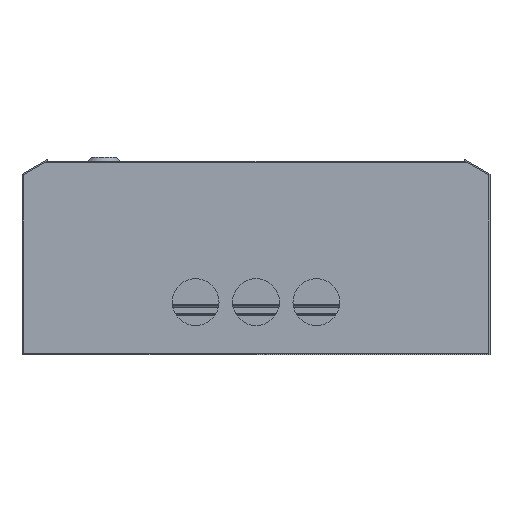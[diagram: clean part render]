
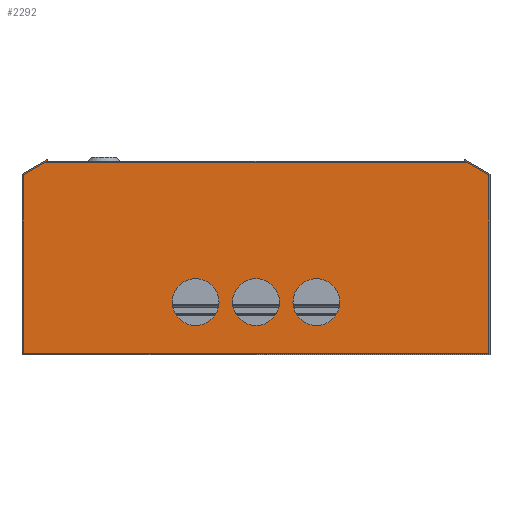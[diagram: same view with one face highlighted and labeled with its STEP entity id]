
A CAD part, front view. The second image highlights one B-rep face of the part: STEP entity #2292.
In plain terms, the highlighted planar face has unit normal (0, -1, 0).
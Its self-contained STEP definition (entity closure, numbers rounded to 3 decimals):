
#63 = ORIENTED_EDGE ( 'NONE', *, *, #3754, .T. ) ;
#173 = CARTESIAN_POINT ( 'NONE',  ( 0., -292.5, -93.2 ) ) ;
#412 = AXIS2_PLACEMENT_3D ( 'NONE', #14899, #20272, #22227 ) ;
#479 = CARTESIAN_POINT ( 'NONE',  ( 40., -292.5, -77.7 ) ) ;
#965 = CARTESIAN_POINT ( 'NONE',  ( 155., -292.5, -8.429 ) ) ;
#970 = LINE ( 'NONE', #5049, #17028 ) ;
#1032 = EDGE_LOOP ( 'NONE', ( #5498, #12504 ) ) ;
#1143 = CARTESIAN_POINT ( 'NONE',  ( 138.1, -292.5, 0. ) ) ;
#1327 = AXIS2_PLACEMENT_3D ( 'NONE', #16555, #16637, #9075 ) ;
#1392 = DIRECTION ( 'NONE',  ( 0.866, 0., 0.5 ) ) ;
#1762 = CARTESIAN_POINT ( 'NONE',  ( 0., -292.5, -93.2 ) ) ;
#1985 = VECTOR ( 'NONE', #23458, 1000. ) ;
#2292 = ADVANCED_FACE ( 'NONE', ( #8292, #15851, #10890, #22559 ), #22122, .F. ) ;
#2294 = EDGE_CURVE ( 'NONE', #16970, #22964, #5362, .T. ) ;
#2608 = LINE ( 'NONE', #3339, #21000 ) ;
#2846 = VERTEX_POINT ( 'NONE', #19945 ) ;
#3103 = EDGE_CURVE ( 'NONE', #8681, #15635, #13177, .T. ) ;
#3339 = CARTESIAN_POINT ( 'NONE',  ( -138.1, -292.5, 1.328 ) ) ;
#3365 = CARTESIAN_POINT ( 'NONE',  ( 40., -292.5, -108.7 ) ) ;
#3388 = LINE ( 'NONE', #20128, #23207 ) ;
#3607 = CARTESIAN_POINT ( 'NONE',  ( 0., -292.5, 0. ) ) ;
#3754 = EDGE_CURVE ( 'NONE', #22964, #16970, #19571, .T. ) ;
#3846 = DIRECTION ( 'NONE',  ( 0., 0., 1. ) ) ;
#4269 = AXIS2_PLACEMENT_3D ( 'NONE', #3607, #9342, #7227 ) ;
#4325 = ORIENTED_EDGE ( 'NONE', *, *, #17030, .T. ) ;
#4379 = ORIENTED_EDGE ( 'NONE', *, *, #3103, .F. ) ;
#4862 = CARTESIAN_POINT ( 'NONE',  ( -40., -292.5, -93.2 ) ) ;
#5049 = CARTESIAN_POINT ( 'NONE',  ( -155., -292.5, -8.429 ) ) ;
#5161 = EDGE_CURVE ( 'NONE', #13586, #19142, #16275, .T. ) ;
#5345 = CARTESIAN_POINT ( 'NONE',  ( -40., -292.5, -108.7 ) ) ;
#5362 = CIRCLE ( 'NONE', #6783, 15.5 ) ;
#5383 = DIRECTION ( 'NONE',  ( 0., 0., -1. ) ) ;
#5498 = ORIENTED_EDGE ( 'NONE', *, *, #21363, .T. ) ;
#5713 = ORIENTED_EDGE ( 'NONE', *, *, #13669, .F. ) ;
#6172 = CARTESIAN_POINT ( 'NONE',  ( 155., -292.5, -128.2 ) ) ;
#6481 = CARTESIAN_POINT ( 'NONE',  ( 0., -292.5, -108.7 ) ) ;
#6716 = EDGE_CURVE ( 'NONE', #11027, #7444, #12185, .T. ) ;
#6783 = AXIS2_PLACEMENT_3D ( 'NONE', #1762, #22435, #3846 ) ;
#6824 = DIRECTION ( 'NONE',  ( 0., 1., 0. ) ) ;
#6896 = VECTOR ( 'NONE', #12323, 1000. ) ;
#6918 = VECTOR ( 'NONE', #20390, 1000. ) ;
#7190 = VERTEX_POINT ( 'NONE', #8546 ) ;
#7227 = DIRECTION ( 'NONE',  ( 0., 0., 1. ) ) ;
#7444 = VERTEX_POINT ( 'NONE', #11136 ) ;
#7583 = VERTEX_POINT ( 'NONE', #18786 ) ;
#8227 = CIRCLE ( 'NONE', #9367, 15.5 ) ;
#8292 = FACE_BOUND ( 'NONE', #1032, .T. ) ;
#8546 = CARTESIAN_POINT ( 'NONE',  ( -155., -292.5, -8.429 ) ) ;
#8681 = VERTEX_POINT ( 'NONE', #1143 ) ;
#9037 = AXIS2_PLACEMENT_3D ( 'NONE', #12367, #6824, #23583 ) ;
#9075 = DIRECTION ( 'NONE',  ( 0., 0., 1. ) ) ;
#9111 = VECTOR ( 'NONE', #16943, 1000. ) ;
#9342 = DIRECTION ( 'NONE',  ( 0., 1., 0. ) ) ;
#9367 = AXIS2_PLACEMENT_3D ( 'NONE', #4862, #16098, #12306 ) ;
#9432 = VERTEX_POINT ( 'NONE', #965 ) ;
#9844 = LINE ( 'NONE', #14193, #1985 ) ;
#9982 = ORIENTED_EDGE ( 'NONE', *, *, #6716, .T. ) ;
#10671 = CARTESIAN_POINT ( 'NONE',  ( 138.1, -292.5, 1.328 ) ) ;
#10890 = FACE_BOUND ( 'NONE', #15151, .T. ) ;
#11027 = VERTEX_POINT ( 'NONE', #5345 ) ;
#11136 = CARTESIAN_POINT ( 'NONE',  ( -40., -292.5, -77.7 ) ) ;
#11545 = CARTESIAN_POINT ( 'NONE',  ( 138.1, -292.5, 1.328 ) ) ;
#11645 = VERTEX_POINT ( 'NONE', #20485 ) ;
#12185 = CIRCLE ( 'NONE', #412, 15.5 ) ;
#12306 = DIRECTION ( 'NONE',  ( 0., 0., 1. ) ) ;
#12323 = DIRECTION ( 'NONE',  ( 0., 0., -1. ) ) ;
#12367 = CARTESIAN_POINT ( 'NONE',  ( 40., -292.5, -93.2 ) ) ;
#12504 = ORIENTED_EDGE ( 'NONE', *, *, #5161, .T. ) ;
#12515 = AXIS2_PLACEMENT_3D ( 'NONE', #173, #15189, #13316 ) ;
#12552 = EDGE_CURVE ( 'NONE', #2846, #7583, #9844, .T. ) ;
#13177 = LINE ( 'NONE', #11545, #9111 ) ;
#13316 = DIRECTION ( 'NONE',  ( 0., 0., 1. ) ) ;
#13586 = VERTEX_POINT ( 'NONE', #3365 ) ;
#13669 = EDGE_CURVE ( 'NONE', #15635, #9432, #13883, .T. ) ;
#13830 = CARTESIAN_POINT ( 'NONE',  ( 0., -292.5, -77.7 ) ) ;
#13883 = LINE ( 'NONE', #18364, #22319 ) ;
#14193 = CARTESIAN_POINT ( 'NONE',  ( -155., -292.5, -128.2 ) ) ;
#14218 = EDGE_CURVE ( 'NONE', #18695, #8681, #20591, .T. ) ;
#14546 = EDGE_CURVE ( 'NONE', #9432, #2846, #16793, .T. ) ;
#14899 = CARTESIAN_POINT ( 'NONE',  ( -40., -292.5, -93.2 ) ) ;
#15151 = EDGE_LOOP ( 'NONE', ( #4325, #9982 ) ) ;
#15189 = DIRECTION ( 'NONE',  ( 0., 1., 0. ) ) ;
#15635 = VERTEX_POINT ( 'NONE', #10671 ) ;
#15681 = EDGE_CURVE ( 'NONE', #7190, #11645, #970, .T. ) ;
#15784 = EDGE_LOOP ( 'NONE', ( #16926, #17432, #18496, #5713, #4379, #17204, #18468, #23577 ) ) ;
#15851 = FACE_BOUND ( 'NONE', #20481, .T. ) ;
#15942 = CIRCLE ( 'NONE', #9037, 15.5 ) ;
#16098 = DIRECTION ( 'NONE',  ( 0., 1., 0. ) ) ;
#16275 = CIRCLE ( 'NONE', #1327, 15.5 ) ;
#16555 = CARTESIAN_POINT ( 'NONE',  ( 40., -292.5, -93.2 ) ) ;
#16637 = DIRECTION ( 'NONE',  ( 0., 1., 0. ) ) ;
#16793 = LINE ( 'NONE', #6172, #6896 ) ;
#16926 = ORIENTED_EDGE ( 'NONE', *, *, #20865, .F. ) ;
#16943 = DIRECTION ( 'NONE',  ( 0., 0., 1. ) ) ;
#16970 = VERTEX_POINT ( 'NONE', #13830 ) ;
#17022 = ORIENTED_EDGE ( 'NONE', *, *, #2294, .T. ) ;
#17028 = VECTOR ( 'NONE', #1392, 1000. ) ;
#17030 = EDGE_CURVE ( 'NONE', #7444, #11027, #8227, .T. ) ;
#17144 = CARTESIAN_POINT ( 'NONE',  ( -138.1, -292.5, 0. ) ) ;
#17204 = ORIENTED_EDGE ( 'NONE', *, *, #14218, .F. ) ;
#17432 = ORIENTED_EDGE ( 'NONE', *, *, #12552, .F. ) ;
#17928 = CARTESIAN_POINT ( 'NONE',  ( -138.1, -292.5, 0. ) ) ;
#18364 = CARTESIAN_POINT ( 'NONE',  ( 155., -292.5, -8.429 ) ) ;
#18468 = ORIENTED_EDGE ( 'NONE', *, *, #19015, .F. ) ;
#18496 = ORIENTED_EDGE ( 'NONE', *, *, #14546, .F. ) ;
#18695 = VERTEX_POINT ( 'NONE', #17144 ) ;
#18786 = CARTESIAN_POINT ( 'NONE',  ( -155., -292.5, -128.2 ) ) ;
#19015 = EDGE_CURVE ( 'NONE', #11645, #18695, #2608, .T. ) ;
#19142 = VERTEX_POINT ( 'NONE', #479 ) ;
#19571 = CIRCLE ( 'NONE', #12515, 15.5 ) ;
#19945 = CARTESIAN_POINT ( 'NONE',  ( 155., -292.5, -128.2 ) ) ;
#20128 = CARTESIAN_POINT ( 'NONE',  ( -155., -292.5, -128.2 ) ) ;
#20272 = DIRECTION ( 'NONE',  ( 0., 1., 0. ) ) ;
#20390 = DIRECTION ( 'NONE',  ( 1., 0., 0. ) ) ;
#20419 = DIRECTION ( 'NONE',  ( 0.866, 0., -0.5 ) ) ;
#20481 = EDGE_LOOP ( 'NONE', ( #17022, #63 ) ) ;
#20485 = CARTESIAN_POINT ( 'NONE',  ( -138.1, -292.5, 1.328 ) ) ;
#20591 = LINE ( 'NONE', #17928, #6918 ) ;
#20865 = EDGE_CURVE ( 'NONE', #7583, #7190, #3388, .T. ) ;
#21000 = VECTOR ( 'NONE', #5383, 1000. ) ;
#21363 = EDGE_CURVE ( 'NONE', #19142, #13586, #15942, .T. ) ;
#22122 = PLANE ( 'NONE',  #4269 ) ;
#22227 = DIRECTION ( 'NONE',  ( 0., 0., 1. ) ) ;
#22319 = VECTOR ( 'NONE', #20419, 1000. ) ;
#22435 = DIRECTION ( 'NONE',  ( 0., 1., 0. ) ) ;
#22559 = FACE_OUTER_BOUND ( 'NONE', #15784, .T. ) ;
#22964 = VERTEX_POINT ( 'NONE', #6481 ) ;
#23207 = VECTOR ( 'NONE', #23839, 1000. ) ;
#23458 = DIRECTION ( 'NONE',  ( -1., 0., 0. ) ) ;
#23577 = ORIENTED_EDGE ( 'NONE', *, *, #15681, .F. ) ;
#23583 = DIRECTION ( 'NONE',  ( 0., 0., 1. ) ) ;
#23839 = DIRECTION ( 'NONE',  ( 0., 0., 1. ) ) ;
